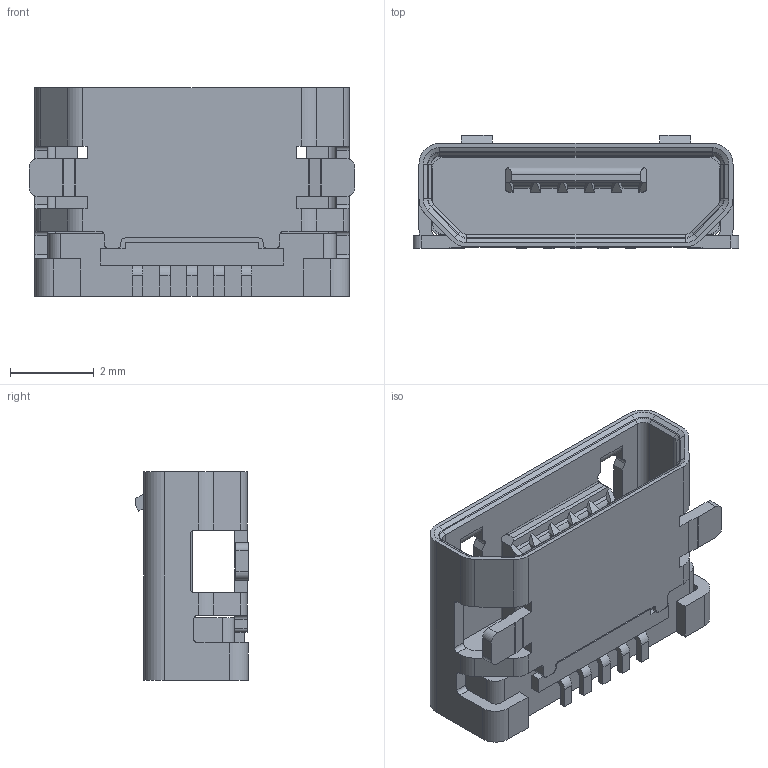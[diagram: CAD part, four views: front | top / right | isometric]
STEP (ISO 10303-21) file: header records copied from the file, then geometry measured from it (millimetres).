
FILE_DESCRIPTION((''),'2;1');
FILE_NAME('C-2174507-2','2013-01-22T',('workeradm'),('Tyco Electronics Ltd.'),'PRO/ENGINEER BY PARAMETRIC TECHNOLOGY CORPORATION, 2010430','PRO/ENGINEER BY PARAMETRIC TECHNOLOGY CORPORATION, 2010430','');
FILE_SCHEMA(('AUTOMOTIVE_DESIGN { 1 0 10303 214 1 1 1 1 }'));
Length unit declared in the file: millimetre
Products named in the file (1): C-2174507-2
Bounding box: 7.8 x 2.7 x 5 mm (x, y, z)
Volume: 46.2 mm3; surface area: 240 mm2
Topology: 1 solids, 1 shells, 305 faces, 869 edges, 560 vertices
Faces by surface type: plane 197, cylinder 90, cone 12, torus 6
Entity records: 10156 total; most frequent: CARTESIAN_POINT 1800, ORIENTED_EDGE 1738, DIRECTION 1655, EDGE_CURVE 869, VECTOR 657, LINE 657, VERTEX_POINT 560, AXIS2_PLACEMENT_3D 499
